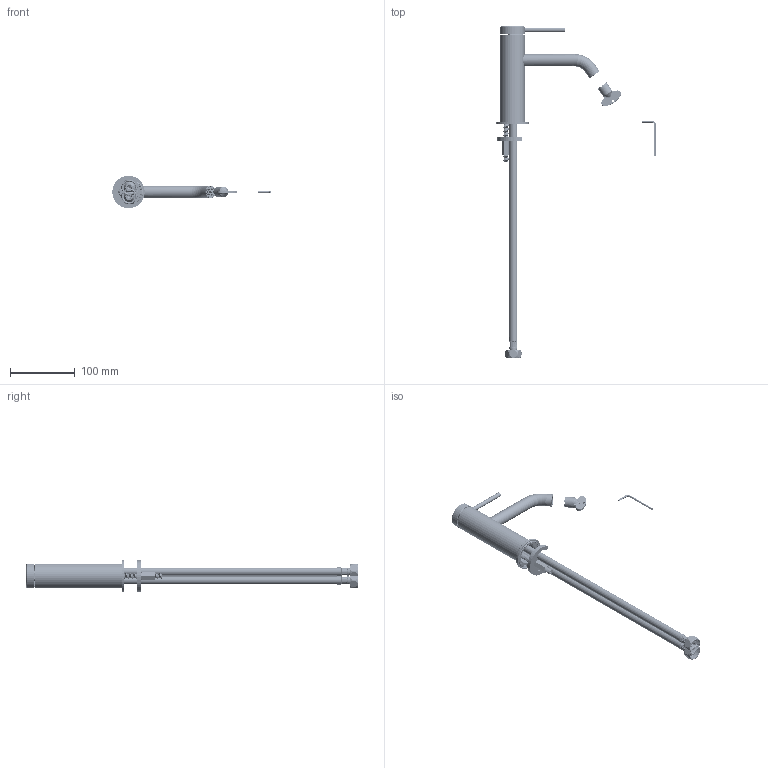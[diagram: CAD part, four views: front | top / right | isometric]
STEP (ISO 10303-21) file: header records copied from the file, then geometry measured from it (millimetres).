
FILE_DESCRIPTION((''),'2;1');
FILE_NAME('AS63042-50-01_ASM','2021-06-02T14:37:18',('zhuliangliang'),('Lota'),'CREO PARAMETRIC BY PTC INC, 2018420','CREO PARAMETRIC BY PTC INC, 2018420','');
FILE_SCHEMA(('CONFIG_CONTROL_DESIGN'));
Length unit declared in the file: millimetre
Products named in the file (34): 63042-01-01; 63042-01-02; 63042-01-04; 63042-01-00_ASM; 63042-05-00; 62307-16-00; F8026-37-10; 62366-05-00; 62684-04-00; 63042-04-00; F548-01-15; 6024-04-00; 63042-02-01; 63048-03-00; 407A-02-00; 68037-07-00; H3555-06-00; E3609-12-00; E503-09-00; E503-10-00; E503-12-00; 62355-11-06; 62694-02-08; 62694-02-07; 62355-11-05; 62604-04-01; 62355-11-02; F8026-17-05; 62604-04-02; 62604-04-A0_ASM; 62676-08-00; 65848-04-00; 811-25-00; AS63042-50-01_ASM
Assembly tree (35 placements, depth 3):
  AS63042-50-01_ASM
    63042-01-00_ASM
      63042-01-01
      63042-01-02
      63042-01-04
    63042-05-00
    62307-16-00
    F8026-37-10
    62366-05-00
    62684-04-00
    63042-04-00
    F548-01-15
    6024-04-00
    63042-02-01
    63048-03-00
    407A-02-00
    68037-07-00
    H3555-06-00
    E3609-12-00
    E503-09-00
    E503-10-00
    E503-12-00
    62604-04-A0_ASM  x2
      62355-11-06
      62694-02-08
      62694-02-07
      62355-11-05
      62604-04-01
      62355-11-02
      F8026-17-05
      62604-04-02
    62676-08-00
    65848-04-00
    811-25-00
Bounding box: 246.44 x 513.47 x 50 mm (x, y, z)
Volume: 149427 mm3; surface area: 377100.8 mm2
Topology: 41 solids, 90 shells, 6184 faces, 16753 edges, 10767 vertices
Faces by surface type: plane 2786, cylinder 1718, bspline 900, torus 475, cone 297, sphere 8
Entity records: 227764 total; most frequent: CARTESIAN_POINT 109082, ORIENTED_EDGE 26984, DIRECTION 20359, EDGE_CURVE 13623, VERTEX_POINT 8875, AXIS2_PLACEMENT_3D 6851, VECTOR 6657, LINE 6657
